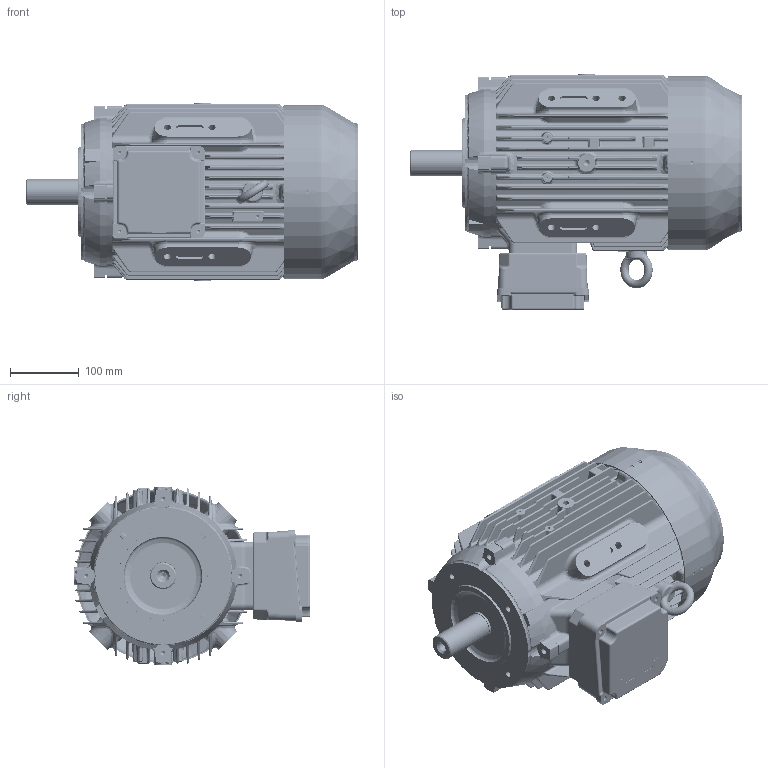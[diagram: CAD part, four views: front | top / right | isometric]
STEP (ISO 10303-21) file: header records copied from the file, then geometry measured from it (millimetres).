
FILE_DESCRIPTION( ( 'Unknown' ), '1' );
FILE_NAME( 'WP-DF132MX B14.stp', 'Unknown', ( 'Unknown' ), ( 'Unknown' ), 'PSStep 17.0.49', 'Unknown', ' ' );
FILE_SCHEMA( ( 'AUTOMOTIVE_DESIGN { 1 0 10303 214 1 1 1 1 }' ) );
Length unit declared in the file: millimetre
Products named in the file (1): q14yh002
Bounding box: 484.5 x 344.48 x 260 mm (x, y, z)
Volume: 4854245.1 mm3; surface area: 1486144.5 mm2
Topology: 1 solids, 6 shells, 5485 faces, 14361 edges, 8822 vertices
Faces by surface type: cylinder 1975, plane 1535, bspline 1281, torus 262, cone 250, sphere 182
Full cylindrical faces by diameter (mm): 2.459 x2, 3.2 x4, 4.5 x4, 5 x4, 5.188 x13, 6 x11, 6.5 x4, 6.8 x1, 6.985 x9, 7 x8, 8 x1, 8.782 x8, 9 x8, 9.295 x1, 10.561 x1, 10.579 x9, 13.836 x1, 24 x1, 25 x1, 25.2 x1, 30 x1, 35 x1, 37 x1, 38 x1, 40 x2, 40.25 x1, 44 x1, 44.5 x1, 52 x1, 52.6 x1
Entity records: 376960 total; most frequent: CARTESIAN_POINT 206300, ORIENTED_EDGE 27690, DIRECTION 24990, EDGE_CURVE 13845, AXIS2_PLACEMENT_3D 9657, VERTEX_POINT 8708, EDGE_LOOP 6268, LINE 5676
